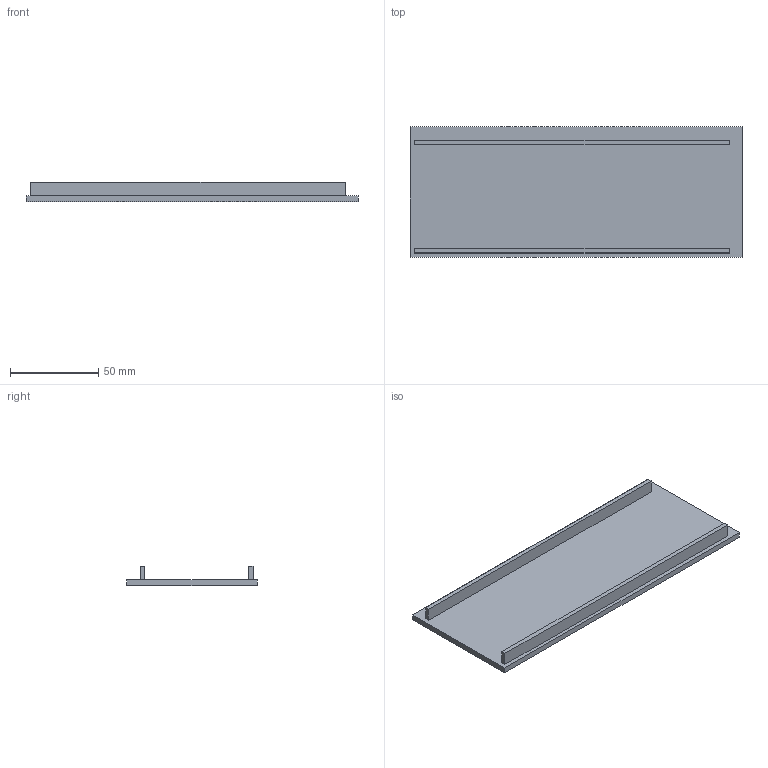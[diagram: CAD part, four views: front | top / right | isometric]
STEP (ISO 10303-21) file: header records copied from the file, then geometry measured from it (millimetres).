
FILE_DESCRIPTION((''),'2;1');
FILE_NAME('QRNG_LID','2025-04-13T19:43:05',('Matthew'),(''),'CREO PARAMETRIC BY PTC INC, 2024063','CREO PARAMETRIC BY PTC INC, 2024063','');
FILE_SCHEMA(('CONFIG_CONTROL_DESIGN'));
Length unit declared in the file: inch
Products named in the file (1): QRNG_LID
Bounding box: 187.96 x 73.66 x 10.92 mm (x, y, z)
Volume: 52130.5 mm3; surface area: 35099.8 mm2
Topology: 1 solids, 1 shells, 152 faces, 426 edges, 284 vertices
Faces by surface type: plane 89, extrusion 63
Entity records: 5116 total; most frequent: CARTESIAN_POINT 1400, ORIENTED_EDGE 852, DIRECTION 541, EDGE_CURVE 426, VECTOR 363, LINE 300, VERTEX_POINT 284, B_SPLINE_CURVE_WITH_KNOTS 189
